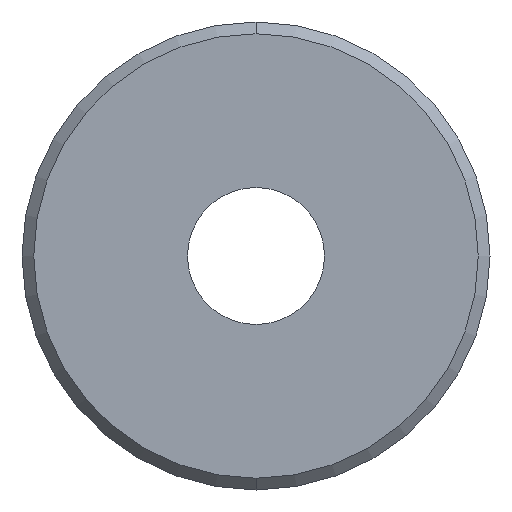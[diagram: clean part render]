
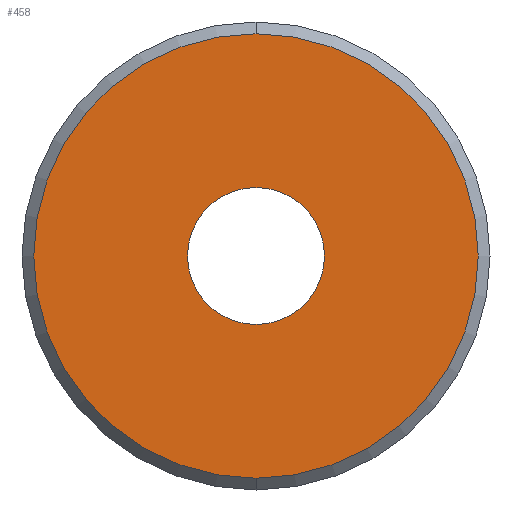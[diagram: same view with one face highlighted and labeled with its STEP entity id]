
A CAD part, front view. The second image highlights one B-rep face of the part: STEP entity #458.
In plain terms, the highlighted planar face has unit normal (0, -1, 0).
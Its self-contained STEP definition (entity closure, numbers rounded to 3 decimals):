
#162 = EDGE_CURVE ( 'NONE', #216, #220, #627, .T. ) ;
#216 = VERTEX_POINT ( 'NONE', #638 ) ;
#220 = VERTEX_POINT ( 'NONE', #629 ) ;
#229 = EDGE_CURVE ( 'NONE', #230, #231, #476, .T. ) ;
#230 = VERTEX_POINT ( 'NONE', #471 ) ;
#231 = VERTEX_POINT ( 'NONE', #470 ) ;
#291 = EDGE_CURVE ( 'NONE', #231, #230, #801, .T. ) ;
#293 = EDGE_LOOP ( 'NONE', ( #336, #348 ) ) ;
#305 = ORIENTED_EDGE ( 'NONE', *, *, #162, .T. ) ;
#336 = ORIENTED_EDGE ( 'NONE', *, *, #291, .T. ) ;
#346 = ORIENTED_EDGE ( 'NONE', *, *, #440, .T. ) ;
#348 = ORIENTED_EDGE ( 'NONE', *, *, #229, .T. ) ;
#440 = EDGE_CURVE ( 'NONE', #220, #216, #1012, .T. ) ;
#458 = ADVANCED_FACE ( 'NONE', ( #1022, #1027 ), #992, .T. ) ;
#459 = EDGE_LOOP ( 'NONE', ( #346, #305 ) ) ;
#470 = CARTESIAN_POINT ( 'NONE',  ( 0., 0., 5.675 ) ) ;
#471 = CARTESIAN_POINT ( 'NONE',  ( 0., 0., -5.675 ) ) ;
#472 = DIRECTION ( 'NONE',  ( 0., 0., -1. ) ) ;
#473 = DIRECTION ( 'NONE',  ( 0., -1., 0. ) ) ;
#474 = CARTESIAN_POINT ( 'NONE',  ( 0., 0., 0. ) ) ;
#475 = AXIS2_PLACEMENT_3D ( 'NONE', #474, #473, #472 ) ;
#476 = CIRCLE ( 'NONE', #475, 5.675 ) ;
#623 = DIRECTION ( 'NONE',  ( 0., 0., 1. ) ) ;
#624 = DIRECTION ( 'NONE',  ( 0., 1., 0. ) ) ;
#625 = CARTESIAN_POINT ( 'NONE',  ( 0., 0., 0. ) ) ;
#626 = AXIS2_PLACEMENT_3D ( 'NONE', #625, #624, #623 ) ;
#627 = CIRCLE ( 'NONE', #626, 1.75 ) ;
#629 = CARTESIAN_POINT ( 'NONE',  ( 0., 0., 1.75 ) ) ;
#638 = CARTESIAN_POINT ( 'NONE',  ( 0., 0., -1.75 ) ) ;
#746 = AXIS2_PLACEMENT_3D ( 'NONE', #784, #783, #782 ) ;
#782 = DIRECTION ( 'NONE',  ( 0., 0., -1. ) ) ;
#783 = DIRECTION ( 'NONE',  ( 0., -1., 0. ) ) ;
#784 = CARTESIAN_POINT ( 'NONE',  ( 0., 0., 0. ) ) ;
#801 = CIRCLE ( 'NONE', #746, 5.675 ) ;
#992 = PLANE ( 'NONE',  #1010 ) ;
#1007 = CARTESIAN_POINT ( 'NONE',  ( 5.675, 0., 0. ) ) ;
#1008 = DIRECTION ( 'NONE',  ( 0., -1., 0. ) ) ;
#1009 = DIRECTION ( 'NONE',  ( 0., 0., -1. ) ) ;
#1010 = AXIS2_PLACEMENT_3D ( 'NONE', #1007, #1008, #1009 ) ;
#1012 = CIRCLE ( 'NONE', #1016, 1.75 ) ;
#1013 = DIRECTION ( 'NONE',  ( 0., 1., 0. ) ) ;
#1015 = DIRECTION ( 'NONE',  ( 0., 0., 1. ) ) ;
#1016 = AXIS2_PLACEMENT_3D ( 'NONE', #1017, #1013, #1015 ) ;
#1017 = CARTESIAN_POINT ( 'NONE',  ( 0., 0., 0. ) ) ;
#1022 = FACE_BOUND ( 'NONE', #459, .T. ) ;
#1027 = FACE_OUTER_BOUND ( 'NONE', #293, .T. ) ;
